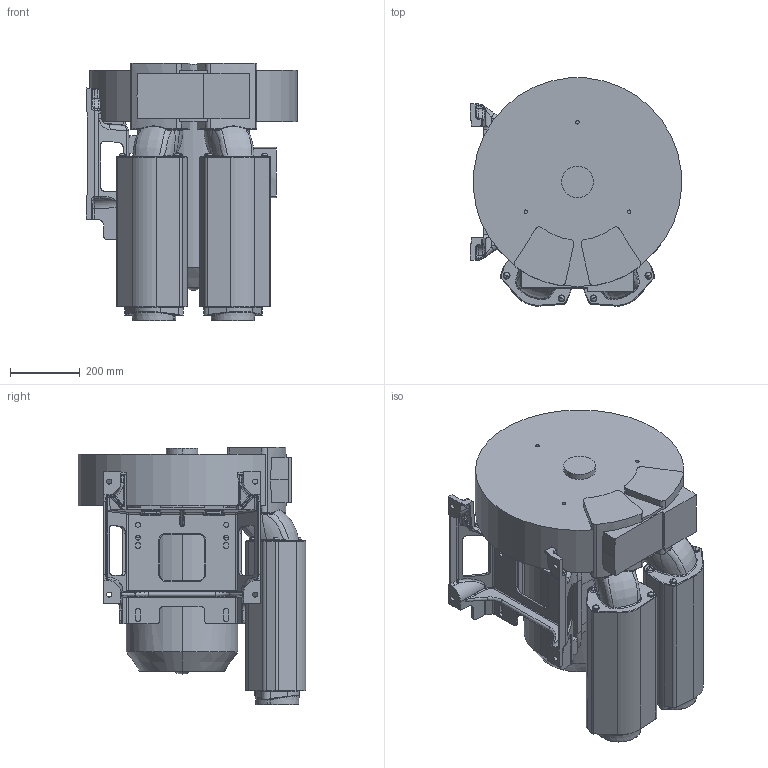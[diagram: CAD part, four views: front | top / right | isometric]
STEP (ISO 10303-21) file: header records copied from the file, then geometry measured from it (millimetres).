
FILE_DESCRIPTION((''),'2;1');
FILE_NAME('3RB750-1AAQ67','2025-12-16T',('Administrator'),(''),'PRO/ENGINEER BY PARAMETRIC TECHNOLOGY CORPORATION, 2007090','PRO/ENGINEER BY PARAMETRIC TECHNOLOGY CORPORATION, 2007090','');
FILE_SCHEMA(('AUTOMOTIVE_DESIGN_CC2 { 1 2 10303 214 -1 1 5 2 }'));
Products named in the file (1): 3RB750-1AAQ67
Bounding box: 607.42 x 654.66 x 740.4 mm (x, y, z)
Volume: 112251730.2 mm3; surface area: 2668380.6 mm2
Topology: 1 solids, 9 shells, 1266 faces, 3049 edges, 1831 vertices
Faces by surface type: cylinder 376, bspline 350, plane 340, torus 98, cone 70, sphere 28, extrusion 4
Entity records: 56943 total; most frequent: CARTESIAN_POINT 29464, ORIENTED_EDGE 6094, DIRECTION 5303, EDGE_CURVE 3047, AXIS2_PLACEMENT_3D 2056, VERTEX_POINT 1831, EDGE_LOOP 1330, FACE_OUTER_BOUND 1266
